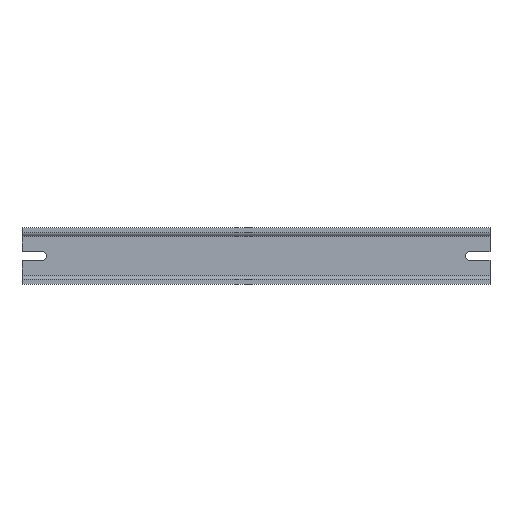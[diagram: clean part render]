
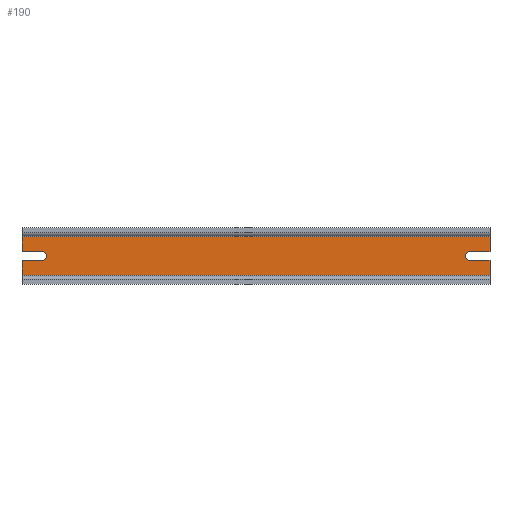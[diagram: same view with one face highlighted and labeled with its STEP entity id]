
A CAD part, top view. The second image highlights one B-rep face of the part: STEP entity #190.
In plain terms, the highlighted planar face has unit normal (0, 0, 1).
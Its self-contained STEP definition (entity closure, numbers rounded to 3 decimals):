
#79=AXIS2_PLACEMENT_3D('Circle Axis2P3D',#77,#78,$) ;
#106=AXIS2_PLACEMENT_3D('Plane Axis2P3D',#103,#104,#105) ;
#140=AXIS2_PLACEMENT_3D('Circle Axis2P3D',#138,#139,$) ;
#50=CARTESIAN_POINT('Vertex',(12.25,20.25,1.)) ;
#53=CARTESIAN_POINT('Line Origine',(6.125,20.25,1.)) ;
#57=CARTESIAN_POINT('Vertex',(0.,20.25,1.)) ;
#77=CARTESIAN_POINT('Axis2P3D Location',(12.25,17.5,1.)) ;
#81=CARTESIAN_POINT('Vertex',(12.25,14.75,1.)) ;
#103=CARTESIAN_POINT('Axis2P3D Location',(0.,29.5,1.)) ;
#108=CARTESIAN_POINT('Line Origine',(0.,10.125,1.)) ;
#112=CARTESIAN_POINT('Vertex',(0.,14.75,1.)) ;
#114=CARTESIAN_POINT('Vertex',(0.,5.5,1.)) ;
#117=CARTESIAN_POINT('Line Origine',(144.5,5.5,1.)) ;
#121=CARTESIAN_POINT('Vertex',(289.,5.5,1.)) ;
#124=CARTESIAN_POINT('Line Origine',(289.,10.125,1.)) ;
#128=CARTESIAN_POINT('Vertex',(289.,14.75,1.)) ;
#131=CARTESIAN_POINT('Line Origine',(282.875,14.75,1.)) ;
#135=CARTESIAN_POINT('Vertex',(276.75,14.75,1.)) ;
#138=CARTESIAN_POINT('Axis2P3D Location',(276.75,17.5,1.)) ;
#142=CARTESIAN_POINT('Vertex',(276.75,20.25,1.)) ;
#145=CARTESIAN_POINT('Line Origine',(282.875,20.25,1.)) ;
#149=CARTESIAN_POINT('Vertex',(289.,20.25,1.)) ;
#152=CARTESIAN_POINT('Line Origine',(289.,24.875,1.)) ;
#156=CARTESIAN_POINT('Vertex',(289.,29.5,1.)) ;
#159=CARTESIAN_POINT('Line Origine',(144.5,29.5,1.)) ;
#163=CARTESIAN_POINT('Vertex',(0.,29.5,1.)) ;
#166=CARTESIAN_POINT('Line Origine',(0.,24.875,1.)) ;
#171=CARTESIAN_POINT('Line Origine',(6.125,14.75,1.)) ;
#54=DIRECTION('Vector Direction',(-1.,0.,0.)) ;
#78=DIRECTION('Axis2P3D Direction',(0.,0.,1.)) ;
#104=DIRECTION('Axis2P3D Direction',(-0.,0.,1.)) ;
#105=DIRECTION('Axis2P3D XDirection',(0.,-1.,0.)) ;
#109=DIRECTION('Vector Direction',(0.,-1.,0.)) ;
#118=DIRECTION('Vector Direction',(1.,0.,0.)) ;
#125=DIRECTION('Vector Direction',(0.,-1.,0.)) ;
#132=DIRECTION('Vector Direction',(1.,0.,0.)) ;
#139=DIRECTION('Axis2P3D Direction',(-0.,0.,1.)) ;
#146=DIRECTION('Vector Direction',(1.,0.,0.)) ;
#153=DIRECTION('Vector Direction',(0.,-1.,0.)) ;
#160=DIRECTION('Vector Direction',(1.,0.,0.)) ;
#167=DIRECTION('Vector Direction',(0.,-1.,0.)) ;
#172=DIRECTION('Vector Direction',(-1.,0.,0.)) ;
#55=VECTOR('Line Direction',#54,1.) ;
#110=VECTOR('Line Direction',#109,1.) ;
#119=VECTOR('Line Direction',#118,1.) ;
#126=VECTOR('Line Direction',#125,1.) ;
#133=VECTOR('Line Direction',#132,1.) ;
#147=VECTOR('Line Direction',#146,1.) ;
#154=VECTOR('Line Direction',#153,1.) ;
#161=VECTOR('Line Direction',#160,1.) ;
#168=VECTOR('Line Direction',#167,1.) ;
#173=VECTOR('Line Direction',#172,1.) ;
#177=ORIENTED_EDGE('',*,*,#116,.T.) ;
#178=ORIENTED_EDGE('',*,*,#123,.T.) ;
#179=ORIENTED_EDGE('',*,*,#130,.F.) ;
#180=ORIENTED_EDGE('',*,*,#137,.F.) ;
#181=ORIENTED_EDGE('',*,*,#144,.F.) ;
#182=ORIENTED_EDGE('',*,*,#151,.T.) ;
#183=ORIENTED_EDGE('',*,*,#158,.F.) ;
#184=ORIENTED_EDGE('',*,*,#165,.F.) ;
#185=ORIENTED_EDGE('',*,*,#170,.T.) ;
#186=ORIENTED_EDGE('',*,*,#59,.F.) ;
#187=ORIENTED_EDGE('',*,*,#83,.F.) ;
#188=ORIENTED_EDGE('',*,*,#175,.T.) ;
#190=ADVANCED_FACE('Rail',(#189),#107,.T.) ;
#80=CIRCLE('generated circle',#79,2.75) ;
#141=CIRCLE('generated circle',#140,2.75) ;
#59=EDGE_CURVE('',#51,#58,#56,.T.) ;
#83=EDGE_CURVE('',#82,#51,#80,.T.) ;
#116=EDGE_CURVE('',#113,#115,#111,.T.) ;
#123=EDGE_CURVE('',#115,#122,#120,.T.) ;
#130=EDGE_CURVE('',#129,#122,#127,.T.) ;
#137=EDGE_CURVE('',#136,#129,#134,.T.) ;
#144=EDGE_CURVE('',#143,#136,#141,.T.) ;
#151=EDGE_CURVE('',#143,#150,#148,.T.) ;
#158=EDGE_CURVE('',#157,#150,#155,.T.) ;
#165=EDGE_CURVE('',#164,#157,#162,.T.) ;
#170=EDGE_CURVE('',#164,#58,#169,.T.) ;
#175=EDGE_CURVE('',#82,#113,#174,.T.) ;
#176=EDGE_LOOP('',(#177,#178,#179,#180,#181,#182,#183,#184,#185,#186,#187,#188)) ;
#189=FACE_OUTER_BOUND('',#176,.T.) ;
#56=LINE('Line',#53,#55) ;
#111=LINE('Line',#108,#110) ;
#120=LINE('Line',#117,#119) ;
#127=LINE('Line',#124,#126) ;
#134=LINE('Line',#131,#133) ;
#148=LINE('Line',#145,#147) ;
#155=LINE('Line',#152,#154) ;
#162=LINE('Line',#159,#161) ;
#169=LINE('Line',#166,#168) ;
#174=LINE('Line',#171,#173) ;
#107=PLANE('',#106) ;
#51=VERTEX_POINT('',#50) ;
#58=VERTEX_POINT('',#57) ;
#82=VERTEX_POINT('',#81) ;
#113=VERTEX_POINT('',#112) ;
#115=VERTEX_POINT('',#114) ;
#122=VERTEX_POINT('',#121) ;
#129=VERTEX_POINT('',#128) ;
#136=VERTEX_POINT('',#135) ;
#143=VERTEX_POINT('',#142) ;
#150=VERTEX_POINT('',#149) ;
#157=VERTEX_POINT('',#156) ;
#164=VERTEX_POINT('',#163) ;
